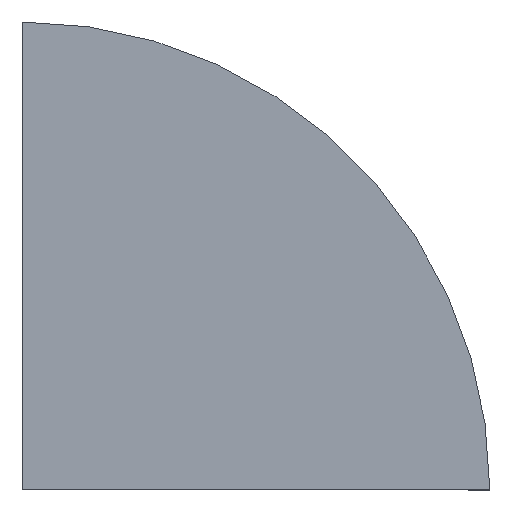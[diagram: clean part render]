
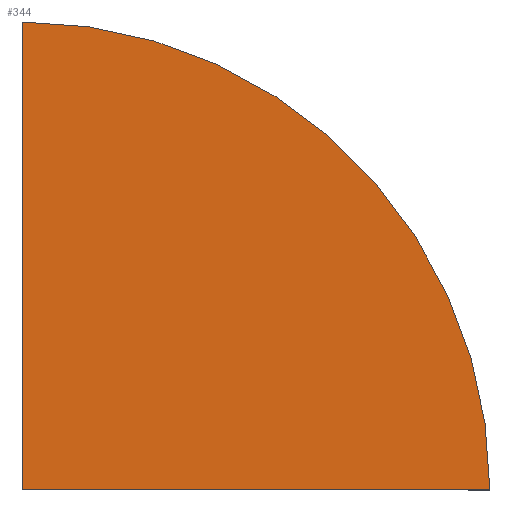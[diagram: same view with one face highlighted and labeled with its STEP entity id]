
A CAD part, top view. The second image highlights one B-rep face of the part: STEP entity #344.
In plain terms, the highlighted planar face has unit normal (0, 0, 1).
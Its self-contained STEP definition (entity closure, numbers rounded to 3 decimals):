
#29 = DIRECTION ( 'NONE',  ( 0., 0., 1. ) ) ;
#56 = CARTESIAN_POINT ( 'NONE',  ( 90.2, 0., 42.4 ) ) ;
#62 = ORIENTED_EDGE ( 'NONE', *, *, #858, .T. ) ;
#88 = LINE ( 'NONE', #56, #469 ) ;
#120 = LINE ( 'NONE', #560, #976 ) ;
#213 = CARTESIAN_POINT ( 'NONE',  ( 0., 0., 42.4 ) ) ;
#254 = VERTEX_POINT ( 'NONE', #857 ) ;
#257 = CARTESIAN_POINT ( 'NONE',  ( 0., 0., 42.4 ) ) ;
#272 = EDGE_LOOP ( 'NONE', ( #1068, #62, #1069 ) ) ;
#294 = EDGE_CURVE ( 'NONE', #1018, #453, #120, .T. ) ;
#305 = PLANE ( 'NONE',  #844 ) ;
#316 = DIRECTION ( 'NONE',  ( 0., 0., 1. ) ) ;
#344 = ADVANCED_FACE ( 'NONE', ( #524 ), #305, .T. ) ;
#453 = VERTEX_POINT ( 'NONE', #257 ) ;
#469 = VECTOR ( 'NONE', #657, 1000. ) ;
#524 = FACE_OUTER_BOUND ( 'NONE', #272, .T. ) ;
#545 = DIRECTION ( 'NONE',  ( 0., -1., 0. ) ) ;
#560 = CARTESIAN_POINT ( 'NONE',  ( 0., 90.2, 42.4 ) ) ;
#579 = CIRCLE ( 'NONE', #786, 90.2 ) ;
#657 = DIRECTION ( 'NONE',  ( 1., 0., 0. ) ) ;
#716 = EDGE_CURVE ( 'NONE', #254, #1018, #579, .T. ) ;
#786 = AXIS2_PLACEMENT_3D ( 'NONE', #793, #29, #971 ) ;
#793 = CARTESIAN_POINT ( 'NONE',  ( 0., 0., 42.4 ) ) ;
#844 = AXIS2_PLACEMENT_3D ( 'NONE', #213, #316, #914 ) ;
#857 = CARTESIAN_POINT ( 'NONE',  ( 90.2, 0., 42.4 ) ) ;
#858 = EDGE_CURVE ( 'NONE', #453, #254, #88, .T. ) ;
#914 = DIRECTION ( 'NONE',  ( 1., 0., 0. ) ) ;
#971 = DIRECTION ( 'NONE',  ( 1., 0., 0. ) ) ;
#976 = VECTOR ( 'NONE', #545, 1000. ) ;
#1018 = VERTEX_POINT ( 'NONE', #1033 ) ;
#1033 = CARTESIAN_POINT ( 'NONE',  ( 0., 90.2, 42.4 ) ) ;
#1068 = ORIENTED_EDGE ( 'NONE', *, *, #294, .T. ) ;
#1069 = ORIENTED_EDGE ( 'NONE', *, *, #716, .T. ) ;
